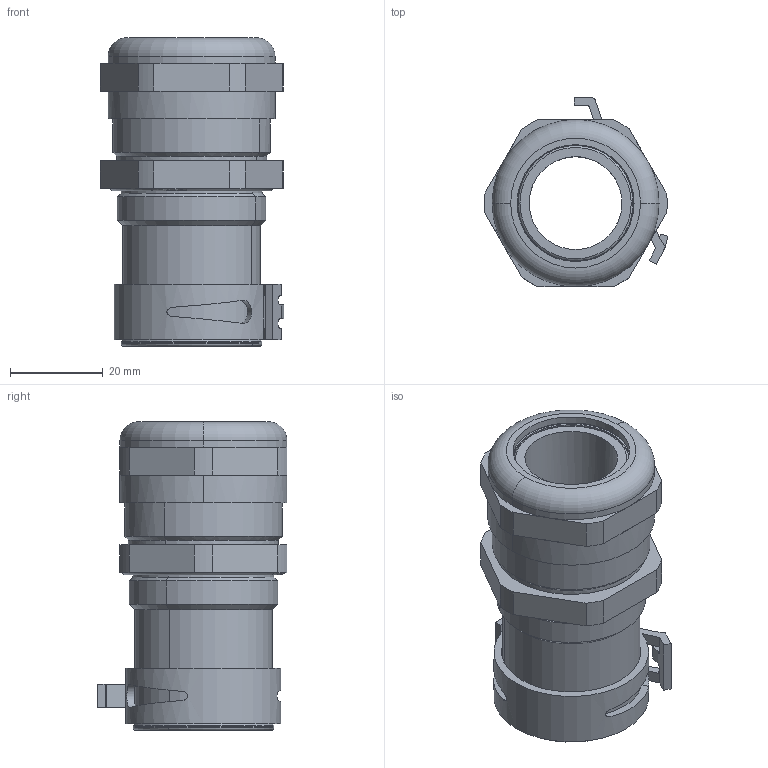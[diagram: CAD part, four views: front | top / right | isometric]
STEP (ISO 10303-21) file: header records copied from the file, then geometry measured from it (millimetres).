
FILE_DESCRIPTION(('CATIA V5 STEP Exchange','CAx-IF Rec.Pracs.--- Model Styling and Organization---1.4--- 2014-01-23'),'2;1');
FILE_NAME ('013782-2_2', '2022-08-24T05:34:58+00:00', ('none'), ('Weidmueller'), 'CATIA Version 5-6 Release 2016 SP3 HF44', 'CATIA V5 STEP AP214', 'none');
FILE_SCHEMA(('AUTOMOTIVE_DESIGN { 1 0 10303 214 1 1 1 1 }'));
Length unit declared in the file: millimetre
Products named in the file (1): 1463730000
Bounding box: 39.66 x 40.94 x 66.5 mm (x, y, z)
Volume: 25903 mm3; surface area: 21955.3 mm2
Topology: 3 solids, 3 shells, 164 faces, 408 edges, 260 vertices
Faces by surface type: plane 69, cylinder 57, torus 20, cone 18
Entity records: 5349 total; most frequent: CARTESIAN_POINT 1572, ORIENTED_EDGE 816, DIRECTION 629, EDGE_CURVE 408, AXIS2_PLACEMENT_3D 298, VERTEX_POINT 260, VECTOR 198, LINE 198
